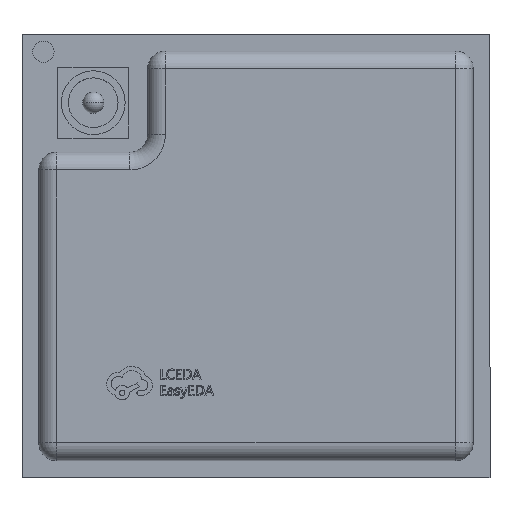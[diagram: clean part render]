
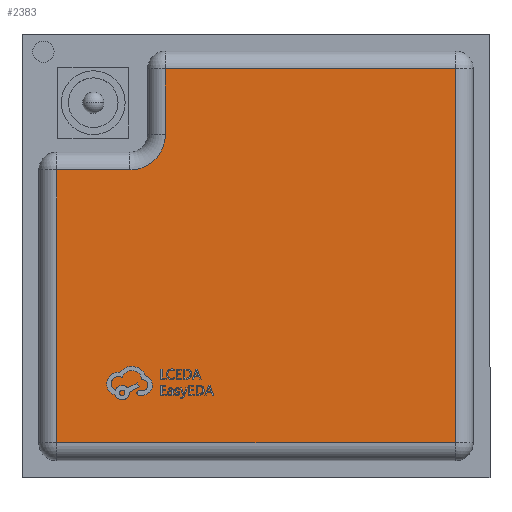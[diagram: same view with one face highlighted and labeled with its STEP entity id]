
A CAD part, top view. The second image highlights one B-rep face of the part: STEP entity #2383.
In plain terms, the highlighted planar face has unit normal (0, 0, 1).
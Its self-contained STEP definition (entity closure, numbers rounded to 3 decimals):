
#476 = VERTEX_POINT ( 'NONE', #12678 ) ;
#896 = VERTEX_POINT ( 'NONE', #27848 ) ;
#1259 = CARTESIAN_POINT ( 'NONE',  ( -2.555, 2.925, 2.4 ) ) ;
#1307 = EDGE_CURVE ( 'NONE', #13172, #896, #25318, .T. ) ;
#1458 = DIRECTION ( 'NONE',  ( 1., 0., 0. ) ) ;
#1498 = CARTESIAN_POINT ( 'NONE',  ( 5.625, 5.275, 2.4 ) ) ;
#1533 = CARTESIAN_POINT ( 'NONE',  ( -2.555, 5.275, 2.4 ) ) ;
#2020 = EDGE_CURVE ( 'NONE', #9327, #5001, #2108, .T. ) ;
#2108 = LINE ( 'NONE', #2256, #2253 ) ;
#2253 = VECTOR ( 'NONE', #11314, 1000. ) ;
#2256 = CARTESIAN_POINT ( 'NONE',  ( -3.055, 5.275, 2.4 ) ) ;
#2383 = ADVANCED_FACE ( 'NONE', ( #3406 ), #17316, .T. ) ;
#2978 = VECTOR ( 'NONE', #29410, 1000. ) ;
#3406 = FACE_OUTER_BOUND ( 'NONE', #16673, .T. ) ;
#3956 = LINE ( 'NONE', #23038, #2978 ) ;
#3959 = LINE ( 'NONE', #17403, #8676 ) ;
#4099 = CARTESIAN_POINT ( 'NONE',  ( -5.625, -5.275, 2.4 ) ) ;
#4568 = DIRECTION ( 'NONE',  ( 1., 0., 0. ) ) ;
#4717 = DIRECTION ( 'NONE',  ( 0., 0., 1. ) ) ;
#4725 = CARTESIAN_POINT ( 'NONE',  ( -3.555, 2.425, 2.4 ) ) ;
#5001 = VERTEX_POINT ( 'NONE', #1533 ) ;
#5901 = VECTOR ( 'NONE', #15731, 1000. ) ;
#6513 = CARTESIAN_POINT ( 'NONE',  ( 6.125, -5.275, 2.4 ) ) ;
#8477 = DIRECTION ( 'NONE',  ( -1., 0., 0. ) ) ;
#8676 = VECTOR ( 'NONE', #8477, 1000. ) ;
#9327 = VERTEX_POINT ( 'NONE', #1498 ) ;
#9601 = EDGE_CURVE ( 'NONE', #22408, #27799, #16653, .T. ) ;
#11314 = DIRECTION ( 'NONE',  ( -1., 0., 0. ) ) ;
#12678 = CARTESIAN_POINT ( 'NONE',  ( -5.625, 2.425, 2.4 ) ) ;
#12730 = EDGE_CURVE ( 'NONE', #5001, #27799, #21996, .T. ) ;
#13172 = VERTEX_POINT ( 'NONE', #4099 ) ;
#15290 = EDGE_CURVE ( 'NONE', #896, #9327, #3956, .T. ) ;
#15396 = VECTOR ( 'NONE', #17932, 1000. ) ;
#15731 = DIRECTION ( 'NONE',  ( 1., 0., 0. ) ) ;
#15959 = EDGE_CURVE ( 'NONE', #22408, #476, #3959, .T. ) ;
#16653 = CIRCLE ( 'NONE', #22519, 1. ) ;
#16673 = EDGE_LOOP ( 'NONE', ( #25471, #20859, #21556, #23663, #23606, #17382, #24789 ) ) ;
#16962 = CARTESIAN_POINT ( 'NONE',  ( -2.555, 3.425, 2.4 ) ) ;
#17316 = PLANE ( 'NONE',  #21634 ) ;
#17382 = ORIENTED_EDGE ( 'NONE', *, *, #26502, .T. ) ;
#17403 = CARTESIAN_POINT ( 'NONE',  ( -6.125, 2.425, 2.4 ) ) ;
#17573 = DIRECTION ( 'NONE',  ( 0., -1., 0. ) ) ;
#17932 = DIRECTION ( 'NONE',  ( 0., -1., 0. ) ) ;
#18086 = LINE ( 'NONE', #29344, #15396 ) ;
#20859 = ORIENTED_EDGE ( 'NONE', *, *, #2020, .T. ) ;
#21556 = ORIENTED_EDGE ( 'NONE', *, *, #12730, .T. ) ;
#21634 = AXIS2_PLACEMENT_3D ( 'NONE', #23062, #4717, #4568 ) ;
#21996 = LINE ( 'NONE', #1259, #23821 ) ;
#22408 = VERTEX_POINT ( 'NONE', #4725 ) ;
#22519 = AXIS2_PLACEMENT_3D ( 'NONE', #28899, #26644, #1458 ) ;
#23038 = CARTESIAN_POINT ( 'NONE',  ( 5.625, 5.775, 2.4 ) ) ;
#23062 = CARTESIAN_POINT ( 'NONE',  ( 0., 0., 2.4 ) ) ;
#23606 = ORIENTED_EDGE ( 'NONE', *, *, #15959, .T. ) ;
#23663 = ORIENTED_EDGE ( 'NONE', *, *, #9601, .F. ) ;
#23821 = VECTOR ( 'NONE', #17573, 1000. ) ;
#24789 = ORIENTED_EDGE ( 'NONE', *, *, #1307, .T. ) ;
#25318 = LINE ( 'NONE', #6513, #5901 ) ;
#25471 = ORIENTED_EDGE ( 'NONE', *, *, #15290, .T. ) ;
#26502 = EDGE_CURVE ( 'NONE', #476, #13172, #18086, .T. ) ;
#26644 = DIRECTION ( 'NONE',  ( 0., 0., 1. ) ) ;
#27799 = VERTEX_POINT ( 'NONE', #16962 ) ;
#27848 = CARTESIAN_POINT ( 'NONE',  ( 5.625, -5.275, 2.4 ) ) ;
#28899 = CARTESIAN_POINT ( 'NONE',  ( -3.555, 3.425, 2.4 ) ) ;
#29344 = CARTESIAN_POINT ( 'NONE',  ( -5.625, -5.775, 2.4 ) ) ;
#29410 = DIRECTION ( 'NONE',  ( 0., 1., 0. ) ) ;
